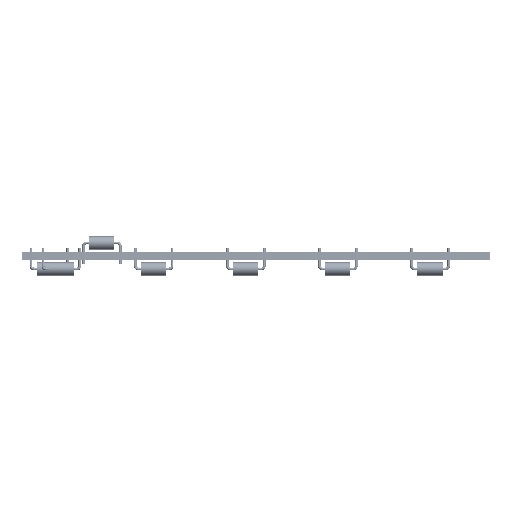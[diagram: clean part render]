
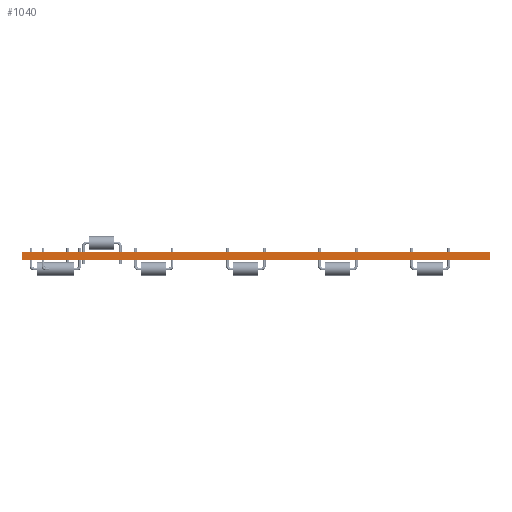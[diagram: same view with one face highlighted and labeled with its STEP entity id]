
A CAD part, left-side view. The second image highlights one B-rep face of the part: STEP entity #1040.
In plain terms, the highlighted planar face has unit normal (-1, 0, 0).
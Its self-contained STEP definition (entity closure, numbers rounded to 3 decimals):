
#984 = VERTEX_POINT('',#985);
#985 = CARTESIAN_POINT('',(146.5,-210.75,1.51));
#991 = EDGE_CURVE('',#992,#984,#994,.T.);
#992 = VERTEX_POINT('',#993);
#993 = CARTESIAN_POINT('',(146.5,-210.75,0.));
#994 = LINE('',#995,#996);
#995 = CARTESIAN_POINT('',(146.5,-210.75,0.));
#996 = VECTOR('',#997,1.);
#997 = DIRECTION('',(0.,0.,1.));
#1040 = ADVANCED_FACE('',(#1041),#1066,.T.);
#1041 = FACE_BOUND('',#1042,.T.);
#1042 = EDGE_LOOP('',(#1043,#1044,#1052,#1060));
#1043 = ORIENTED_EDGE('',*,*,#991,.T.);
#1044 = ORIENTED_EDGE('',*,*,#1045,.T.);
#1045 = EDGE_CURVE('',#984,#1046,#1048,.T.);
#1046 = VERTEX_POINT('',#1047);
#1047 = CARTESIAN_POINT('',(146.5,-114.,1.51));
#1048 = LINE('',#1049,#1050);
#1049 = CARTESIAN_POINT('',(146.5,-210.75,1.51));
#1050 = VECTOR('',#1051,1.);
#1051 = DIRECTION('',(0.,1.,0.));
#1052 = ORIENTED_EDGE('',*,*,#1053,.F.);
#1053 = EDGE_CURVE('',#1054,#1046,#1056,.T.);
#1054 = VERTEX_POINT('',#1055);
#1055 = CARTESIAN_POINT('',(146.5,-114.,0.));
#1056 = LINE('',#1057,#1058);
#1057 = CARTESIAN_POINT('',(146.5,-114.,0.));
#1058 = VECTOR('',#1059,1.);
#1059 = DIRECTION('',(0.,0.,1.));
#1060 = ORIENTED_EDGE('',*,*,#1061,.F.);
#1061 = EDGE_CURVE('',#992,#1054,#1062,.T.);
#1062 = LINE('',#1063,#1064);
#1063 = CARTESIAN_POINT('',(146.5,-210.75,0.));
#1064 = VECTOR('',#1065,1.);
#1065 = DIRECTION('',(0.,1.,0.));
#1066 = PLANE('',#1067);
#1067 = AXIS2_PLACEMENT_3D('',#1068,#1069,#1070);
#1068 = CARTESIAN_POINT('',(146.5,-210.75,0.));
#1069 = DIRECTION('',(-1.,0.,0.));
#1070 = DIRECTION('',(0.,1.,0.));
